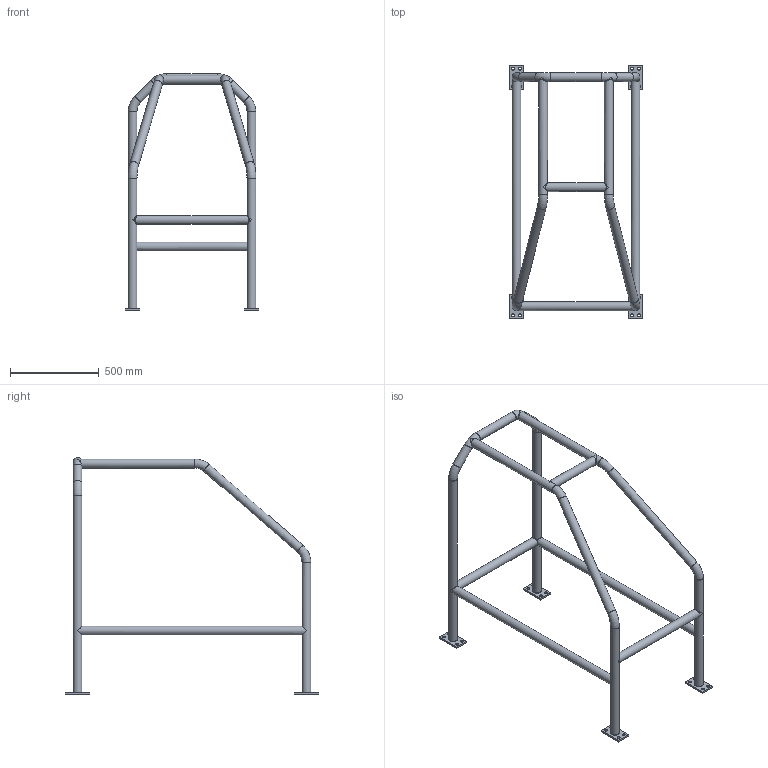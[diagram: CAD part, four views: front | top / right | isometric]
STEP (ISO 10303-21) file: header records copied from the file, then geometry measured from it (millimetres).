
FILE_DESCRIPTION(/* description */ (''),/* implementation_level */ '2;1');
FILE_NAME(/* name */ 'PUT_SD_KB_01_00.stp',/* time_stamp */ '2023-09-06T19:48:08+02:00',/* author */ ('Maciek'),/* organization */ (''),/* preprocessor_version */ 'ST-DEVELOPER v19.2',/* originating_system */ 'Autodesk Inventor 2024',/* authorisation */ '');
FILE_SCHEMA (('AUTOMOTIVE_DESIGN { 1 0 10303 214 3 1 1 }'));
Length unit declared in the file: millimetre
Products named in the file (12): PUT_SD_KB_01_00.stp; Frame 1691436720410; Skeleton 1691436720411; PUT_SD_KB_01_02; PUT_SD_KB_01_03; PUT_SD_KB_01_01; PUT_SD_KB_01_07; PUT_SD_KB_01_11; PUT_SD_KB_01_04; PUT_SD_KB_01_06; PUT_SD_KB_01_05; PUT_SD_KB_01_08
Assembly tree (14 placements, depth 3):
  PUT_SD_KB_01_00.stp
    Frame 1691436720410
      Skeleton 1691436720411
      PUT_SD_KB_01_02
      PUT_SD_KB_01_03
      PUT_SD_KB_01_01
      PUT_SD_KB_01_07
      PUT_SD_KB_01_11
      PUT_SD_KB_01_04
      PUT_SD_KB_01_06
      PUT_SD_KB_01_05
    PUT_SD_KB_01_08  x4
Bounding box: 750 x 1430 x 1335 mm (x, y, z)
Volume: 7165507.7 mm3; surface area: 3498138.1 mm2
Topology: 12 solids, 12 shells, 106 faces, 269 edges, 185 vertices
Faces by surface type: cylinder 60, plane 28, torus 18
Full cylindrical faces by diameter (mm): 16 x16, 42 x16, 50 x16
Entity records: 3725 total; most frequent: CARTESIAN_POINT 1288, DIRECTION 490, ORIENTED_EDGE 394, AXIS2_PLACEMENT_3D 221, EDGE_CURVE 197, VERTEX_POINT 137, EDGE_LOOP 98, CIRCLE 88
